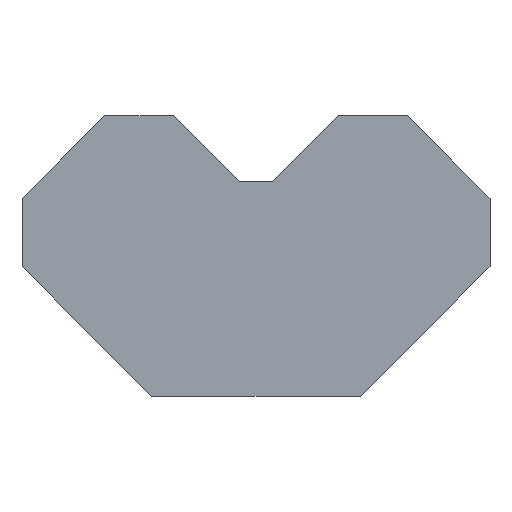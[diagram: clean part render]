
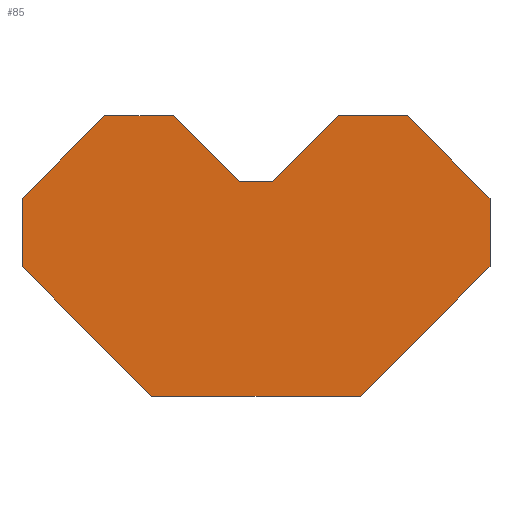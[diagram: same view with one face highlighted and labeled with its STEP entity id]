
A CAD part, front view. The second image highlights one B-rep face of the part: STEP entity #85.
In plain terms, the highlighted planar face has unit normal (0, -1, 0).
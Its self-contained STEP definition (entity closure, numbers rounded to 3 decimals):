
#85=ADVANCED_FACE('',(#353),#355,.F.);
#353=FACE_BOUND('',#354,.T.);
#354=EDGE_LOOP('',(#572,#573,#574,#575,#576,#577,#578,#579,#580,#581,#582,#583));
#355=PLANE('',#356);
#356=AXIS2_PLACEMENT_3D('',#357,#358,#359);
#357=CARTESIAN_POINT('',(0.,0.,0.));
#358=DIRECTION('',(0.,1.,0.));
#359=DIRECTION('',(-1.,0.,0.));
#572=ORIENTED_EDGE('',*,*,#674,.F.);
#573=ORIENTED_EDGE('',*,*,#695,.T.);
#574=ORIENTED_EDGE('',*,*,#694,.F.);
#575=ORIENTED_EDGE('',*,*,#691,.T.);
#576=ORIENTED_EDGE('',*,*,#690,.F.);
#577=ORIENTED_EDGE('',*,*,#687,.T.);
#578=ORIENTED_EDGE('',*,*,#685,.F.);
#579=ORIENTED_EDGE('',*,*,#683,.T.);
#580=ORIENTED_EDGE('',*,*,#681,.F.);
#581=ORIENTED_EDGE('',*,*,#679,.T.);
#582=ORIENTED_EDGE('',*,*,#677,.F.);
#583=ORIENTED_EDGE('',*,*,#675,.T.);
#674=EDGE_CURVE('',#850,#848,#852,.F.);
#675=EDGE_CURVE('',#853,#848,#854,.T.);
#677=EDGE_CURVE('',#853,#856,#857,.T.);
#679=EDGE_CURVE('',#859,#856,#860,.T.);
#681=EDGE_CURVE('',#859,#862,#863,.T.);
#683=EDGE_CURVE('',#865,#862,#866,.T.);
#685=EDGE_CURVE('',#865,#868,#869,.T.);
#687=EDGE_CURVE('',#871,#868,#872,.T.);
#690=EDGE_CURVE('',#871,#874,#876,.T.);
#691=EDGE_CURVE('',#877,#874,#878,.T.);
#694=EDGE_CURVE('',#877,#880,#882,.T.);
#695=EDGE_CURVE('',#850,#880,#883,.T.);
#848=VERTEX_POINT('',#1420);
#850=VERTEX_POINT('',#1424);
#852=LINE('',#1428,#1429);
#853=VERTEX_POINT('',#1431);
#854=LINE('',#1432,#1433);
#856=VERTEX_POINT('',#1438);
#857=LINE('',#1439,#1440);
#859=VERTEX_POINT('',#1445);
#860=LINE('',#1446,#1447);
#862=VERTEX_POINT('',#1452);
#863=LINE('',#1453,#1454);
#865=VERTEX_POINT('',#1459);
#866=LINE('',#1460,#1461);
#868=VERTEX_POINT('',#1466);
#869=LINE('',#1467,#1468);
#871=VERTEX_POINT('',#1473);
#872=LINE('',#1474,#1475);
#874=VERTEX_POINT('',#1480);
#876=LINE('',#1484,#1485);
#877=VERTEX_POINT('',#1487);
#878=LINE('',#1488,#1489);
#880=VERTEX_POINT('',#1494);
#882=LINE('',#1498,#1499);
#883=LINE('',#1501,#1502);
#1420=CARTESIAN_POINT('',(0.707,0.,3.172));
#1424=CARTESIAN_POINT('',(-0.707,0.,3.172));
#1428=CARTESIAN_POINT('',(0.707,0.,3.172));
#1429=VECTOR('',#1430,1.);
#1430=DIRECTION('',(-1.,0.,0.));
#1431=CARTESIAN_POINT('',(3.536,0.,6.));
#1432=CARTESIAN_POINT('',(3.536,0.,6.));
#1433=VECTOR('',#1434,1.);
#1434=DIRECTION('',(-0.707,0.,-0.707));
#1438=CARTESIAN_POINT('',(6.464,0.,6.));
#1439=CARTESIAN_POINT('',(3.536,0.,6.));
#1440=VECTOR('',#1441,1.);
#1441=DIRECTION('',(1.,0.,0.));
#1445=CARTESIAN_POINT('',(10.,0.,2.464));
#1446=CARTESIAN_POINT('',(10.,0.,2.464));
#1447=VECTOR('',#1448,1.);
#1448=DIRECTION('',(-0.707,0.,0.707));
#1452=CARTESIAN_POINT('',(10.,0.,-0.464));
#1453=CARTESIAN_POINT('',(10.,0.,2.464));
#1454=VECTOR('',#1455,1.);
#1455=DIRECTION('',(0.,0.,-1.));
#1459=CARTESIAN_POINT('',(4.464,0.,-6.));
#1460=CARTESIAN_POINT('',(4.464,0.,-6.));
#1461=VECTOR('',#1462,1.);
#1462=DIRECTION('',(0.707,0.,0.707));
#1466=CARTESIAN_POINT('',(-4.464,0.,-6.));
#1467=CARTESIAN_POINT('',(4.464,0.,-6.));
#1468=VECTOR('',#1469,1.);
#1469=DIRECTION('',(-1.,0.,0.));
#1473=CARTESIAN_POINT('',(-10.,0.,-0.464));
#1474=CARTESIAN_POINT('',(-10.,0.,-0.464));
#1475=VECTOR('',#1476,1.);
#1476=DIRECTION('',(0.707,0.,-0.707));
#1480=CARTESIAN_POINT('',(-10.,0.,2.464));
#1484=CARTESIAN_POINT('',(-10.,0.,-0.464));
#1485=VECTOR('',#1486,1.);
#1486=DIRECTION('',(0.,0.,1.));
#1487=CARTESIAN_POINT('',(-6.464,0.,6.));
#1488=CARTESIAN_POINT('',(-6.464,0.,6.));
#1489=VECTOR('',#1490,1.);
#1490=DIRECTION('',(-0.707,0.,-0.707));
#1494=CARTESIAN_POINT('',(-3.536,0.,6.));
#1498=CARTESIAN_POINT('',(-6.464,0.,6.));
#1499=VECTOR('',#1500,1.);
#1500=DIRECTION('',(1.,0.,0.));
#1501=CARTESIAN_POINT('',(-0.707,0.,3.172));
#1502=VECTOR('',#1503,1.);
#1503=DIRECTION('',(-0.707,0.,0.707));
